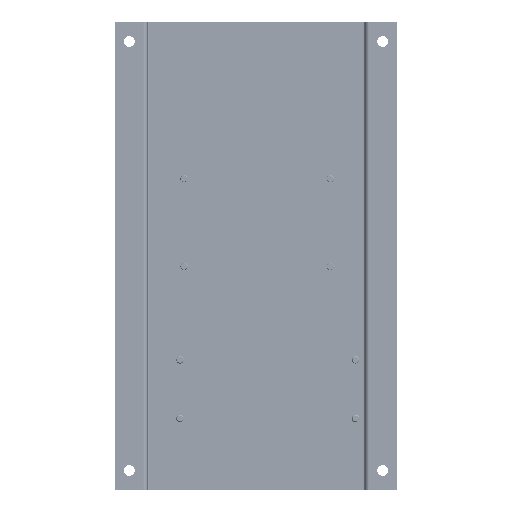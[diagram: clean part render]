
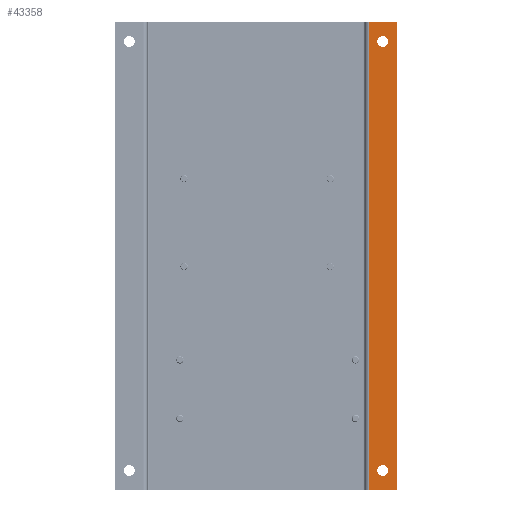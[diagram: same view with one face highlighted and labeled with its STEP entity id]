
A CAD part, front view. The second image highlights one B-rep face of the part: STEP entity #43358.
In plain terms, the highlighted planar face has unit normal (0, -1, 0).
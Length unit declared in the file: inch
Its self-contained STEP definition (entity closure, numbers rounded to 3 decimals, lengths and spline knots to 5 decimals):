
#403 = EDGE_CURVE ( 'NONE', #1735, #17521, #19005, .T. ) ;
#878 = EDGE_CURVE ( 'NONE', #143550, #100940, #22707, .T. ) ;
#1637 = EDGE_CURVE ( 'NONE', #17521, #85875, #96906, .T. ) ;
#1735 = VERTEX_POINT ( 'NONE', #116918 ) ;
#3477 = CARTESIAN_POINT ( 'NONE',  ( 5.75, -7.125, 10.3405 ) ) ;
#7217 = ORIENTED_EDGE ( 'NONE', *, *, #38016, .F. ) ;
#7356 = EDGE_CURVE ( 'NONE', #65158, #85875, #80065, .T. ) ;
#13647 = EDGE_LOOP ( 'NONE', ( #99800, #50093 ) ) ;
#14339 = AXIS2_PLACEMENT_3D ( 'NONE', #100541, #23622, #113411 ) ;
#17521 = VERTEX_POINT ( 'NONE', #52724 ) ;
#19005 = LINE ( 'NONE', #135674, #117400 ) ;
#19621 = ORIENTED_EDGE ( 'NONE', *, *, #7356, .F. ) ;
#21774 = DIRECTION ( 'NONE',  ( 0., 1., 0. ) ) ;
#22707 = CIRCLE ( 'NONE', #52043, 0.281 ) ;
#23622 = DIRECTION ( 'NONE',  ( 0., 1., 0. ) ) ;
#23641 = CARTESIAN_POINT ( 'NONE',  ( 5.75, -7.125, -13.6595 ) ) ;
#24198 = CARTESIAN_POINT ( 'NONE',  ( 6.44, -7.125, -12.6595 ) ) ;
#25344 = EDGE_CURVE ( 'NONE', #38408, #104909, #156242, .T. ) ;
#28301 = EDGE_LOOP ( 'NONE', ( #159903, #77335 ) ) ;
#28644 = VECTOR ( 'NONE', #38869, 39.37008 ) ;
#34573 = CIRCLE ( 'NONE', #14339, 0.281 ) ;
#37082 = DIRECTION ( 'NONE',  ( 0., 0., -1. ) ) ;
#38016 = EDGE_CURVE ( 'NONE', #1735, #65158, #140458, .T. ) ;
#38408 = VERTEX_POINT ( 'NONE', #85689 ) ;
#38869 = DIRECTION ( 'NONE',  ( -1., 0., 0. ) ) ;
#40022 = CARTESIAN_POINT ( 'NONE',  ( 6.44, -7.125, -12.9405 ) ) ;
#41821 = VECTOR ( 'NONE', #149364, 39.37008 ) ;
#43358 = ADVANCED_FACE ( 'NONE', ( #149510, #46867, #115191 ), #71730, .F. ) ;
#44933 = DIRECTION ( 'NONE',  ( 0., 1., 0. ) ) ;
#46867 = FACE_BOUND ( 'NONE', #28301, .T. ) ;
#50093 = ORIENTED_EDGE ( 'NONE', *, *, #81523, .T. ) ;
#52043 = AXIS2_PLACEMENT_3D ( 'NONE', #121902, #44933, #134917 ) ;
#52724 = CARTESIAN_POINT ( 'NONE',  ( 7.19, -7.125, 10.3405 ) ) ;
#59371 = CARTESIAN_POINT ( 'NONE',  ( 5.75, -7.125, -13.6595 ) ) ;
#62229 = EDGE_LOOP ( 'NONE', ( #138773, #19621, #7217, #123174 ) ) ;
#64663 = CARTESIAN_POINT ( 'NONE',  ( 6.44, -7.125, 9.6215 ) ) ;
#65158 = VERTEX_POINT ( 'NONE', #23641 ) ;
#68735 = DIRECTION ( 'NONE',  ( 0., 1., 0. ) ) ;
#71730 = PLANE ( 'NONE',  #74084 ) ;
#72120 = AXIS2_PLACEMENT_3D ( 'NONE', #24198, #113997, #37082 ) ;
#74084 = AXIS2_PLACEMENT_3D ( 'NONE', #98664, #21774, #111527 ) ;
#77335 = ORIENTED_EDGE ( 'NONE', *, *, #83785, .T. ) ;
#80065 = LINE ( 'NONE', #59371, #41821 ) ;
#81523 = EDGE_CURVE ( 'NONE', #100940, #143550, #127577, .T. ) ;
#83785 = EDGE_CURVE ( 'NONE', #104909, #38408, #34573, .T. ) ;
#85689 = CARTESIAN_POINT ( 'NONE',  ( 6.44, -7.125, 9.0595 ) ) ;
#85875 = VERTEX_POINT ( 'NONE', #3477 ) ;
#89190 = CARTESIAN_POINT ( 'NONE',  ( 5.69, -7.125, -13.6595 ) ) ;
#96906 = LINE ( 'NONE', #115797, #28644 ) ;
#98664 = CARTESIAN_POINT ( 'NONE',  ( 5.69, -7.125, -13.6595 ) ) ;
#99800 = ORIENTED_EDGE ( 'NONE', *, *, #878, .T. ) ;
#100541 = CARTESIAN_POINT ( 'NONE',  ( 6.44, -7.125, 9.3405 ) ) ;
#100940 = VERTEX_POINT ( 'NONE', #147516 ) ;
#104909 = VERTEX_POINT ( 'NONE', #64663 ) ;
#106236 = VECTOR ( 'NONE', #140400, 39.37008 ) ;
#111527 = DIRECTION ( 'NONE',  ( 1., 0., 0. ) ) ;
#113411 = DIRECTION ( 'NONE',  ( 0., 0., -1. ) ) ;
#113997 = DIRECTION ( 'NONE',  ( 0., 1., 0. ) ) ;
#115191 = FACE_OUTER_BOUND ( 'NONE', #62229, .T. ) ;
#115797 = CARTESIAN_POINT ( 'NONE',  ( 5.69, -7.125, 10.3405 ) ) ;
#116918 = CARTESIAN_POINT ( 'NONE',  ( 7.19, -7.125, -13.6595 ) ) ;
#117400 = VECTOR ( 'NONE', #162102, 39.37008 ) ;
#121902 = CARTESIAN_POINT ( 'NONE',  ( 6.44, -7.125, -12.6595 ) ) ;
#123174 = ORIENTED_EDGE ( 'NONE', *, *, #403, .T. ) ;
#127577 = CIRCLE ( 'NONE', #72120, 0.281 ) ;
#128753 = AXIS2_PLACEMENT_3D ( 'NONE', #145775, #68735, #158714 ) ;
#134917 = DIRECTION ( 'NONE',  ( 0., 0., -1. ) ) ;
#135674 = CARTESIAN_POINT ( 'NONE',  ( 7.19, -7.125, -13.6595 ) ) ;
#138773 = ORIENTED_EDGE ( 'NONE', *, *, #1637, .T. ) ;
#140400 = DIRECTION ( 'NONE',  ( -1., 0., 0. ) ) ;
#140458 = LINE ( 'NONE', #89190, #106236 ) ;
#143550 = VERTEX_POINT ( 'NONE', #40022 ) ;
#145775 = CARTESIAN_POINT ( 'NONE',  ( 6.44, -7.125, 9.3405 ) ) ;
#147516 = CARTESIAN_POINT ( 'NONE',  ( 6.44, -7.125, -12.3785 ) ) ;
#149364 = DIRECTION ( 'NONE',  ( 0., 0., 1. ) ) ;
#149510 = FACE_BOUND ( 'NONE', #13647, .T. ) ;
#156242 = CIRCLE ( 'NONE', #128753, 0.281 ) ;
#158714 = DIRECTION ( 'NONE',  ( 0., 0., -1. ) ) ;
#159903 = ORIENTED_EDGE ( 'NONE', *, *, #25344, .T. ) ;
#162102 = DIRECTION ( 'NONE',  ( 0., 0., 1. ) ) ;
